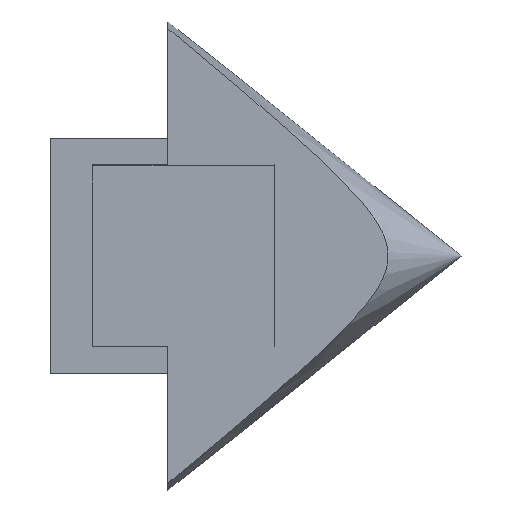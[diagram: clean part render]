
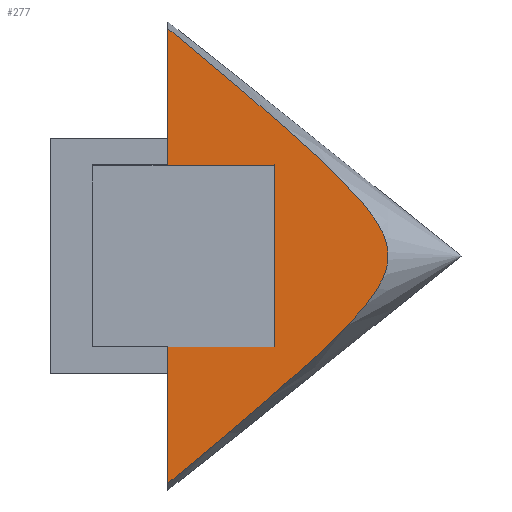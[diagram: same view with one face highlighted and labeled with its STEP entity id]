
A CAD part, top view. The second image highlights one B-rep face of the part: STEP entity #277.
In plain terms, the highlighted planar face has unit normal (0, 0, 1).
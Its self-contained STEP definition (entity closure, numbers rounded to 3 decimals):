
#19=(
BOUNDED_CURVE()
B_SPLINE_CURVE(2,(#430,#431,#432),.UNSPECIFIED.,.F.,.F.)
B_SPLINE_CURVE_WITH_KNOTS((3,3),(0.029,1.309),
 .UNSPECIFIED.)
CURVE()
GEOMETRIC_REPRESENTATION_ITEM()
RATIONAL_B_SPLINE_CURVE((1.162,4.646,1.162))
REPRESENTATION_ITEM('')
);
#30=FACE_OUTER_BOUND('',#44,.T.);
#44=EDGE_LOOP('',(#207,#208,#209,#210,#211,#212));
#54=LINE('',#398,#87);
#62=LINE('',#414,#95);
#68=LINE('',#424,#101);
#69=LINE('',#428,#102);
#70=LINE('',#433,#103);
#87=VECTOR('',#330,10.);
#95=VECTOR('',#342,10.);
#101=VECTOR('',#350,10.);
#102=VECTOR('',#355,1.);
#103=VECTOR('',#356,1.);
#119=VERTEX_POINT('',#394);
#121=VERTEX_POINT('',#397);
#127=VERTEX_POINT('',#413);
#130=VERTEX_POINT('',#420);
#131=VERTEX_POINT('',#427);
#132=VERTEX_POINT('',#429);
#146=EDGE_CURVE('',#121,#119,#54,.T.);
#154=EDGE_CURVE('',#127,#121,#62,.T.);
#160=EDGE_CURVE('',#130,#127,#68,.T.);
#161=EDGE_CURVE('',#131,#119,#69,.T.);
#162=EDGE_CURVE('',#132,#131,#19,.F.);
#163=EDGE_CURVE('',#130,#132,#70,.T.);
#207=ORIENTED_EDGE('',*,*,#160,.T.);
#208=ORIENTED_EDGE('',*,*,#154,.T.);
#209=ORIENTED_EDGE('',*,*,#146,.T.);
#210=ORIENTED_EDGE('',*,*,#161,.F.);
#211=ORIENTED_EDGE('',*,*,#162,.F.);
#212=ORIENTED_EDGE('',*,*,#163,.F.);
#264=PLANE('',#314);
#277=ADVANCED_FACE('',(#30),#264,.T.);
#314=AXIS2_PLACEMENT_3D('',#426,#353,#354);
#330=DIRECTION('',(-1.,0.,0.));
#342=DIRECTION('',(0.,-1.,0.));
#350=DIRECTION('',(1.,0.,0.));
#353=DIRECTION('center_axis',(0.,0.,1.));
#354=DIRECTION('ref_axis',(0.,1.,0.));
#355=DIRECTION('',(0.,1.,0.));
#356=DIRECTION('',(0.,1.,0.));
#394=CARTESIAN_POINT('',(-16.,-7.55,2.));
#397=CARTESIAN_POINT('',(-14.182,-7.55,2.));
#398=CARTESIAN_POINT('',(-15.091,-7.55,2.));
#413=CARTESIAN_POINT('',(-14.182,-4.45,2.));
#414=CARTESIAN_POINT('',(-14.182,-7.253,2.));
#420=CARTESIAN_POINT('',(-16.,-4.45,2.));
#424=CARTESIAN_POINT('',(-16.641,-4.45,2.));
#426=CARTESIAN_POINT('Origin',(-16.,-10.056,2.));
#427=CARTESIAN_POINT('',(-16.,-9.873,2.));
#428=CARTESIAN_POINT('',(-16.,-10.056,2.));
#429=CARTESIAN_POINT('',(-16.,-2.127,2.));
#430=CARTESIAN_POINT('Ctrl Pts',(-16.,-9.873,2.));
#431=CARTESIAN_POINT('Ctrl Pts',(-11.313,-6.,2.));
#432=CARTESIAN_POINT('Ctrl Pts',(-16.,-2.127,2.));
#433=CARTESIAN_POINT('',(-16.,-10.056,2.));
